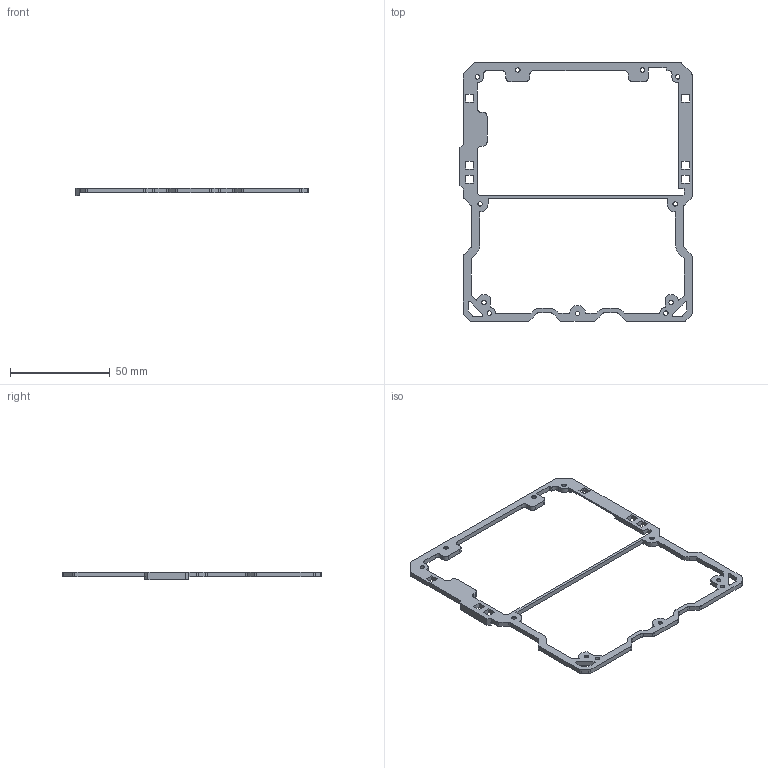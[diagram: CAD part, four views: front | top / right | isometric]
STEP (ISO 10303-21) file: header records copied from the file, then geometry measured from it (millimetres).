
FILE_DESCRIPTION(('FreeCAD Model'),'2;1');
FILE_NAME('Open CASCADE Shape Model','2025-06-20T18:51:30',(''),(''), 'Open CASCADE STEP processor 7.8','FreeCAD','Unknown');
FILE_SCHEMA(('AUTOMOTIVE_DESIGN { 1 0 10303 214 1 1 1 1 }'));
Length unit declared in the file: millimetre
Products named in the file (1): spacer_field_test
Bounding box: 116.6 x 130 x 4 mm (x, y, z)
Volume: 6120.9 mm3; surface area: 8884.5 mm2
Topology: 1 solids, 1 shells, 245 faces, 703 edges, 468 vertices
Faces by surface type: plane 173, cylinder 72
Full cylindrical faces by diameter (mm): 2.2 x11
Entity records: 8091 total; most frequent: CARTESIAN_POINT 1417, ORIENTED_EDGE 1406, DIRECTION 1339, EDGE_CURVE 703, LINE 559, VECTOR 559, VERTEX_POINT 468, AXIS2_PLACEMENT_3D 390
